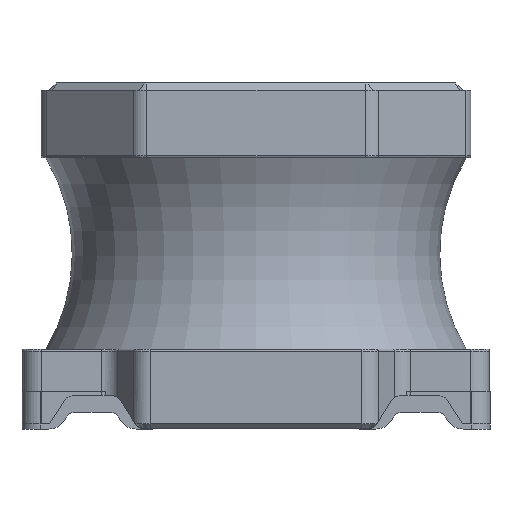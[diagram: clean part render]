
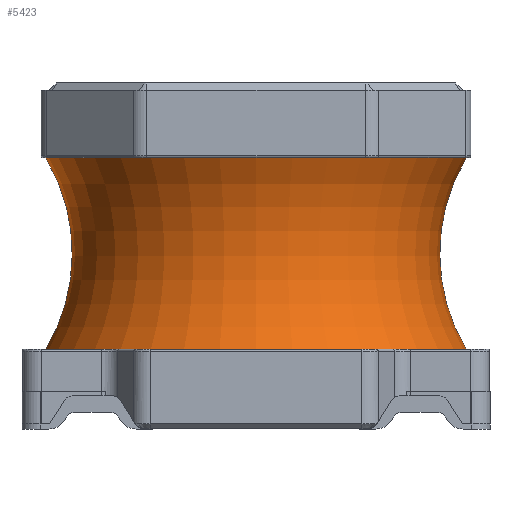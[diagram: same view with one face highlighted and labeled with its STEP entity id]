
A CAD part, front view. The second image highlights one B-rep face of the part: STEP entity #5423.
In plain terms, the highlighted toroidal (fillet/blend) face has major radius 3.967 mm and minor radius 2 mm.
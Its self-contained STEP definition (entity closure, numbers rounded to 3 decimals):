
#1373=ORIENTED_EDGE('',*,*,#3045,.T.);
#1374=ORIENTED_EDGE('',*,*,#3046,.F.);
#3045=EDGE_CURVE('',#3881,#3881,#4439,.T.);
#3046=EDGE_CURVE('',#3882,#3882,#4440,.T.);
#3881=VERTEX_POINT('',#9295);
#3882=VERTEX_POINT('',#9297);
#4439=CIRCLE('',#7298,2.25);
#4440=CIRCLE('',#7299,2.25);
#4642=EDGE_LOOP('',(#1373));
#4643=EDGE_LOOP('',(#1374));
#5022=FACE_BOUND('',#4642,.T.);
#5023=FACE_BOUND('',#4643,.T.);
#5402=TOROIDAL_SURFACE('',#7297,3.967,2.);
#5423=ADVANCED_FACE('',(#5022,#5023),#5402,.F.);
#7297=AXIS2_PLACEMENT_3D('',#9293,#7826,#7827);
#7298=AXIS2_PLACEMENT_3D('',#9294,#7828,#7829);
#7299=AXIS2_PLACEMENT_3D('',#9296,#7830,#7831);
#7826=DIRECTION('',(0.,0.,-1.));
#7827=DIRECTION('',(-1.,0.,0.));
#7828=DIRECTION('',(0.,0.,-1.));
#7829=DIRECTION('',(1.,0.,0.));
#7830=DIRECTION('',(0.,0.,-1.));
#7831=DIRECTION('',(1.,0.,0.));
#9293=CARTESIAN_POINT('',(0.,0.,0.));
#9294=CARTESIAN_POINT('',(0.,0.,1.025));
#9295=CARTESIAN_POINT('',(2.25,0.,1.025));
#9296=CARTESIAN_POINT('',(0.,0.,-1.025));
#9297=CARTESIAN_POINT('',(2.25,0.,-1.025));
